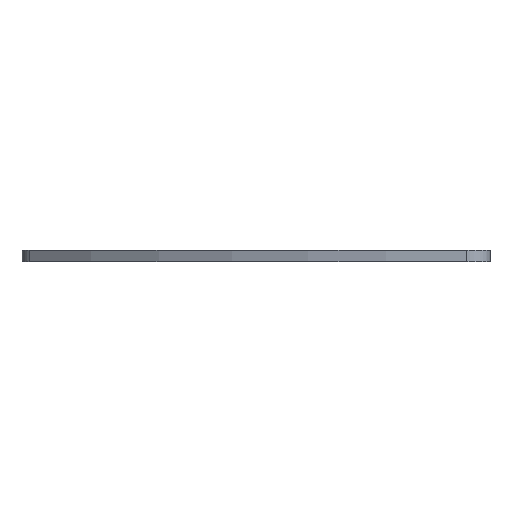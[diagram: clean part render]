
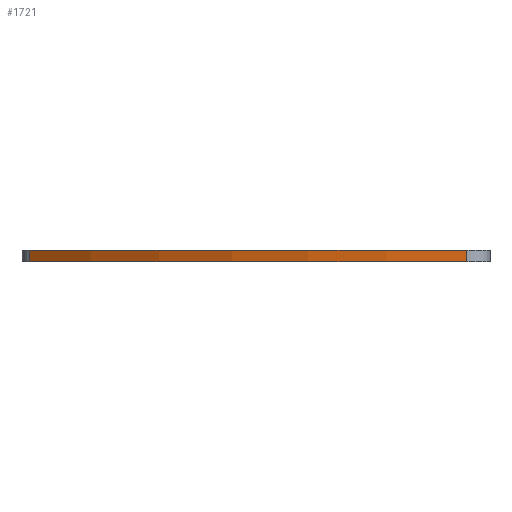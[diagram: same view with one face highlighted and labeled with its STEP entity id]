
A CAD part, left-side view. The second image highlights one B-rep face of the part: STEP entity #1721.
In plain terms, the highlighted cylindrical face has radius 60 mm (diameter 120 mm), a partial arc.
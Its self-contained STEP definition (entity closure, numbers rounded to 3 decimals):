
#83=FACE_OUTER_BOUND('',#179,.T.);
#179=EDGE_LOOP('',(#1365,#1366,#1367,#1368));
#264=LINE('',#2584,#440);
#361=LINE('',#2916,#537);
#440=VECTOR('',#2046,1000.);
#537=VECTOR('',#2311,1000.);
#621=CIRCLE('',#1839,60.);
#671=CIRCLE('',#1890,60.);
#715=VERTEX_POINT('',#2580);
#717=VERTEX_POINT('',#2583);
#726=VERTEX_POINT('',#2602);
#834=VERTEX_POINT('',#2826);
#893=EDGE_CURVE('',#715,#717,#264,.T.);
#903=EDGE_CURVE('',#726,#715,#621,.T.);
#1017=EDGE_CURVE('',#834,#717,#671,.T.);
#1065=EDGE_CURVE('',#726,#834,#361,.T.);
#1365=ORIENTED_EDGE('',*,*,#1017,.T.);
#1366=ORIENTED_EDGE('',*,*,#893,.F.);
#1367=ORIENTED_EDGE('',*,*,#903,.F.);
#1368=ORIENTED_EDGE('',*,*,#1065,.T.);
#1670=CYLINDRICAL_SURFACE('',#1919,60.);
#1721=ADVANCED_FACE('',(#83),#1670,.T.);
#1839=AXIS2_PLACEMENT_3D('',#2604,#2061,#2062);
#1890=AXIS2_PLACEMENT_3D('',#2827,#2227,#2228);
#1919=AXIS2_PLACEMENT_3D('',#2917,#2312,#2313);
#2046=DIRECTION('',(0.,0.,-1.));
#2061=DIRECTION('center_axis',(0.,0.,1.));
#2062=DIRECTION('ref_axis',(1.,0.,0.));
#2227=DIRECTION('center_axis',(0.,0.,1.));
#2228=DIRECTION('ref_axis',(1.,0.,0.));
#2311=DIRECTION('',(0.,0.,-1.));
#2312=DIRECTION('center_axis',(0.,0.,-1.));
#2313=DIRECTION('ref_axis',(-1.,0.,0.));
#2580=CARTESIAN_POINT('',(-59.964,2.07,1.));
#2583=CARTESIAN_POINT('',(-59.964,2.07,0.));
#2584=CARTESIAN_POINT('',(-59.964,2.07,1000.));
#2602=CARTESIAN_POINT('',(-43.865,40.938,1.));
#2604=CARTESIAN_POINT('Origin',(0.,0.,
1.));
#2826=CARTESIAN_POINT('',(-43.865,40.938,0.));
#2827=CARTESIAN_POINT('Origin',(0.,0.,
0.));
#2916=CARTESIAN_POINT('',(-43.865,40.938,1000.));
#2917=CARTESIAN_POINT('Origin',(0.,0.,
1000.));
